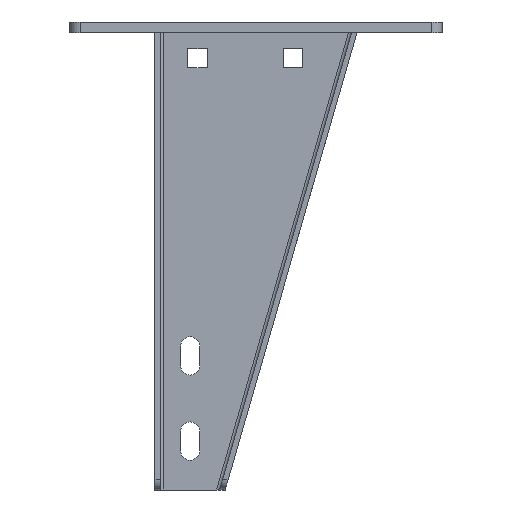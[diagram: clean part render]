
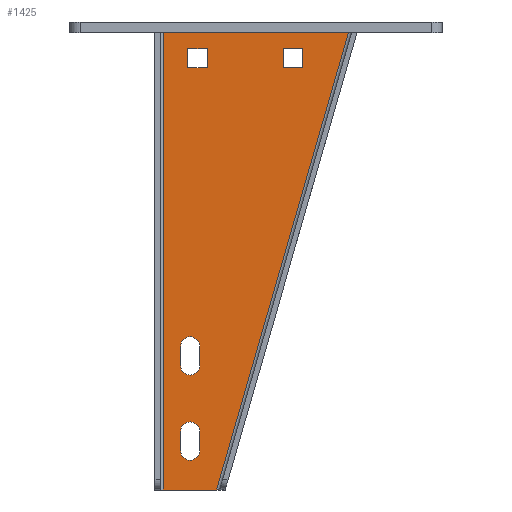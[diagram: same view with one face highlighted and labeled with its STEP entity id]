
A CAD part, left-side view. The second image highlights one B-rep face of the part: STEP entity #1425.
In plain terms, the highlighted planar face has unit normal (-1, 0, 0).
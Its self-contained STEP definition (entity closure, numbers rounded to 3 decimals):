
#380=DIRECTION('',(0.,0.,1.));
#381=VECTOR('',#380,215.);
#382=CARTESIAN_POINT('',(-2.5,91.,-215.));
#383=LINE('',#382,#381);
#384=DIRECTION('',(0.,-0.277,0.961));
#385=VECTOR('',#384,223.761);
#386=CARTESIAN_POINT('',(-2.5,66.,-215.));
#387=LINE('',#386,#385);
#388=DIRECTION('',(0.,0.,1.));
#389=VECTOR('',#388,9.);
#390=CARTESIAN_POINT('',(-2.5,79.5,-16.5));
#391=LINE('',#390,#389);
#392=DIRECTION('',(0.,1.,0.));
#393=VECTOR('',#392,9.);
#394=CARTESIAN_POINT('',(-2.5,70.5,-16.5));
#395=LINE('',#394,#393);
#396=DIRECTION('',(0.,0.,-1.));
#397=VECTOR('',#396,9.);
#398=CARTESIAN_POINT('',(-2.5,70.5,-7.5));
#399=LINE('',#398,#397);
#400=DIRECTION('',(0.,-1.,0.));
#401=VECTOR('',#400,9.);
#402=CARTESIAN_POINT('',(-2.5,79.5,-7.5));
#403=LINE('',#402,#401);
#404=DIRECTION('',(0.,0.,1.));
#405=VECTOR('',#404,9.);
#406=CARTESIAN_POINT('',(-2.5,34.5,-16.5));
#407=LINE('',#406,#405);
#408=DIRECTION('',(0.,1.,0.));
#409=VECTOR('',#408,9.);
#410=CARTESIAN_POINT('',(-2.5,25.5,-16.5));
#411=LINE('',#410,#409);
#412=DIRECTION('',(0.,0.,-1.));
#413=VECTOR('',#412,9.);
#414=CARTESIAN_POINT('',(-2.5,25.5,-7.5));
#415=LINE('',#414,#413);
#416=DIRECTION('',(0.,-1.,0.));
#417=VECTOR('',#416,9.);
#418=CARTESIAN_POINT('',(-2.5,34.5,-7.5));
#419=LINE('',#418,#417);
#420=DIRECTION('',(0.,0.,1.));
#421=VECTOR('',#420,9.);
#422=CARTESIAN_POINT('',(-2.5,83.,-196.5));
#423=LINE('',#422,#421);
#424=CARTESIAN_POINT('',(-2.5,78.5,-196.5));
#425=DIRECTION('',(-1.,0.,0.));
#426=DIRECTION('',(0.,1.,0.));
#427=AXIS2_PLACEMENT_3D('',#424,#425,#426);
#429=DIRECTION('',(0.,0.,-1.));
#430=VECTOR('',#429,9.);
#431=CARTESIAN_POINT('',(-2.5,74.,-187.5));
#432=LINE('',#431,#430);
#433=CARTESIAN_POINT('',(-2.5,78.5,-187.5));
#434=DIRECTION('',(-1.,0.,0.));
#435=DIRECTION('',(0.,-1.,0.));
#436=AXIS2_PLACEMENT_3D('',#433,#434,#435);
#438=DIRECTION('',(0.,0.,1.));
#439=VECTOR('',#438,9.);
#440=CARTESIAN_POINT('',(-2.5,83.,-156.5));
#441=LINE('',#440,#439);
#442=CARTESIAN_POINT('',(-2.5,78.5,-156.5));
#443=DIRECTION('',(-1.,0.,0.));
#444=DIRECTION('',(0.,1.,0.));
#445=AXIS2_PLACEMENT_3D('',#442,#443,#444);
#447=DIRECTION('',(0.,0.,-1.));
#448=VECTOR('',#447,9.);
#449=CARTESIAN_POINT('',(-2.5,74.,-147.5));
#450=LINE('',#449,#448);
#451=CARTESIAN_POINT('',(-2.5,78.5,-147.5));
#452=DIRECTION('',(-1.,0.,0.));
#453=DIRECTION('',(0.,-1.,0.));
#454=AXIS2_PLACEMENT_3D('',#451,#452,#453);
#464=DIRECTION('',(0.,1.,0.));
#465=VECTOR('',#464,25.);
#466=CARTESIAN_POINT('',(-2.5,66.,-215.));
#467=LINE('',#466,#465);
#638=DIRECTION('',(0.,1.,0.));
#639=VECTOR('',#638,87.);
#640=CARTESIAN_POINT('',(-2.5,4.,0.));
#641=LINE('',#640,#639);
#842=CARTESIAN_POINT('',(-2.5,66.,-215.));
#843=CARTESIAN_POINT('',(-2.5,91.,-215.));
#844=VERTEX_POINT('',#842);
#845=VERTEX_POINT('',#843);
#846=CARTESIAN_POINT('',(-2.5,4.,0.));
#847=CARTESIAN_POINT('',(-2.5,91.,0.));
#848=VERTEX_POINT('',#846);
#849=VERTEX_POINT('',#847);
#902=CARTESIAN_POINT('',(-2.5,79.5,-16.5));
#903=CARTESIAN_POINT('',(-2.5,79.5,-7.5));
#904=VERTEX_POINT('',#902);
#905=VERTEX_POINT('',#903);
#906=CARTESIAN_POINT('',(-2.5,70.5,-7.5));
#907=VERTEX_POINT('',#906);
#908=CARTESIAN_POINT('',(-2.5,70.5,-16.5));
#909=VERTEX_POINT('',#908);
#910=CARTESIAN_POINT('',(-2.5,34.5,-16.5));
#911=CARTESIAN_POINT('',(-2.5,34.5,-7.5));
#912=VERTEX_POINT('',#910);
#913=VERTEX_POINT('',#911);
#914=CARTESIAN_POINT('',(-2.5,25.5,-7.5));
#915=VERTEX_POINT('',#914);
#916=CARTESIAN_POINT('',(-2.5,25.5,-16.5));
#917=VERTEX_POINT('',#916);
#918=CARTESIAN_POINT('',(-2.5,83.,-196.5));
#919=CARTESIAN_POINT('',(-2.5,83.,-187.5));
#920=VERTEX_POINT('',#918);
#921=VERTEX_POINT('',#919);
#922=CARTESIAN_POINT('',(-2.5,74.,-187.5));
#923=VERTEX_POINT('',#922);
#924=CARTESIAN_POINT('',(-2.5,74.,-196.5));
#925=VERTEX_POINT('',#924);
#926=CARTESIAN_POINT('',(-2.5,83.,-156.5));
#927=CARTESIAN_POINT('',(-2.5,83.,-147.5));
#928=VERTEX_POINT('',#926);
#929=VERTEX_POINT('',#927);
#930=CARTESIAN_POINT('',(-2.5,74.,-147.5));
#931=VERTEX_POINT('',#930);
#932=CARTESIAN_POINT('',(-2.5,74.,-156.5));
#933=VERTEX_POINT('',#932);
#1371=CARTESIAN_POINT('',(-2.5,63.,-107.5));
#1372=DIRECTION('',(1.,0.,0.));
#1373=DIRECTION('',(0.,1.,0.));
#1374=AXIS2_PLACEMENT_3D('',#1371,#1372,#1373);
#1375=PLANE('',#1374);
#1377=ORIENTED_EDGE('',*,*,#1376,.T.);
#1378=ORIENTED_EDGE('',*,*,#1366,.T.);
#1380=ORIENTED_EDGE('',*,*,#1379,.F.);
#1382=ORIENTED_EDGE('',*,*,#1381,.F.);
#1383=EDGE_LOOP('',(#1377,#1378,#1380,#1382));
#1384=FACE_OUTER_BOUND('',#1383,.F.);
#1386=ORIENTED_EDGE('',*,*,#1385,.F.);
#1388=ORIENTED_EDGE('',*,*,#1387,.F.);
#1390=ORIENTED_EDGE('',*,*,#1389,.F.);
#1392=ORIENTED_EDGE('',*,*,#1391,.F.);
#1393=EDGE_LOOP('',(#1386,#1388,#1390,#1392));
#1394=FACE_BOUND('',#1393,.F.);
#1396=ORIENTED_EDGE('',*,*,#1395,.F.);
#1398=ORIENTED_EDGE('',*,*,#1397,.F.);
#1400=ORIENTED_EDGE('',*,*,#1399,.F.);
#1402=ORIENTED_EDGE('',*,*,#1401,.F.);
#1403=EDGE_LOOP('',(#1396,#1398,#1400,#1402));
#1404=FACE_BOUND('',#1403,.F.);
#1406=ORIENTED_EDGE('',*,*,#1405,.F.);
#1408=ORIENTED_EDGE('',*,*,#1407,.T.);
#1410=ORIENTED_EDGE('',*,*,#1409,.F.);
#1412=ORIENTED_EDGE('',*,*,#1411,.T.);
#1413=EDGE_LOOP('',(#1406,#1408,#1410,#1412));
#1414=FACE_BOUND('',#1413,.F.);
#1416=ORIENTED_EDGE('',*,*,#1415,.F.);
#1418=ORIENTED_EDGE('',*,*,#1417,.T.);
#1420=ORIENTED_EDGE('',*,*,#1419,.F.);
#1422=ORIENTED_EDGE('',*,*,#1421,.T.);
#1423=EDGE_LOOP('',(#1416,#1418,#1420,#1422));
#1424=FACE_BOUND('',#1423,.F.);
#1425=ADVANCED_FACE('',(#1384,#1394,#1404,#1414,#1424),#1375,.F.);
#428=CIRCLE('',#427,4.5);
#437=CIRCLE('',#436,4.5);
#446=CIRCLE('',#445,4.5);
#455=CIRCLE('',#454,4.5);
#1366=EDGE_CURVE('',#845,#849,#383,.T.);
#1376=EDGE_CURVE('',#844,#845,#467,.T.);
#1379=EDGE_CURVE('',#848,#849,#641,.T.);
#1381=EDGE_CURVE('',#844,#848,#387,.T.);
#1385=EDGE_CURVE('',#904,#905,#391,.T.);
#1387=EDGE_CURVE('',#909,#904,#395,.T.);
#1389=EDGE_CURVE('',#907,#909,#399,.T.);
#1391=EDGE_CURVE('',#905,#907,#403,.T.);
#1395=EDGE_CURVE('',#912,#913,#407,.T.);
#1397=EDGE_CURVE('',#917,#912,#411,.T.);
#1399=EDGE_CURVE('',#915,#917,#415,.T.);
#1401=EDGE_CURVE('',#913,#915,#419,.T.);
#1405=EDGE_CURVE('',#920,#921,#423,.T.);
#1407=EDGE_CURVE('',#920,#925,#428,.T.);
#1409=EDGE_CURVE('',#923,#925,#432,.T.);
#1411=EDGE_CURVE('',#923,#921,#437,.T.);
#1415=EDGE_CURVE('',#928,#929,#441,.T.);
#1417=EDGE_CURVE('',#928,#933,#446,.T.);
#1419=EDGE_CURVE('',#931,#933,#450,.T.);
#1421=EDGE_CURVE('',#931,#929,#455,.T.);
